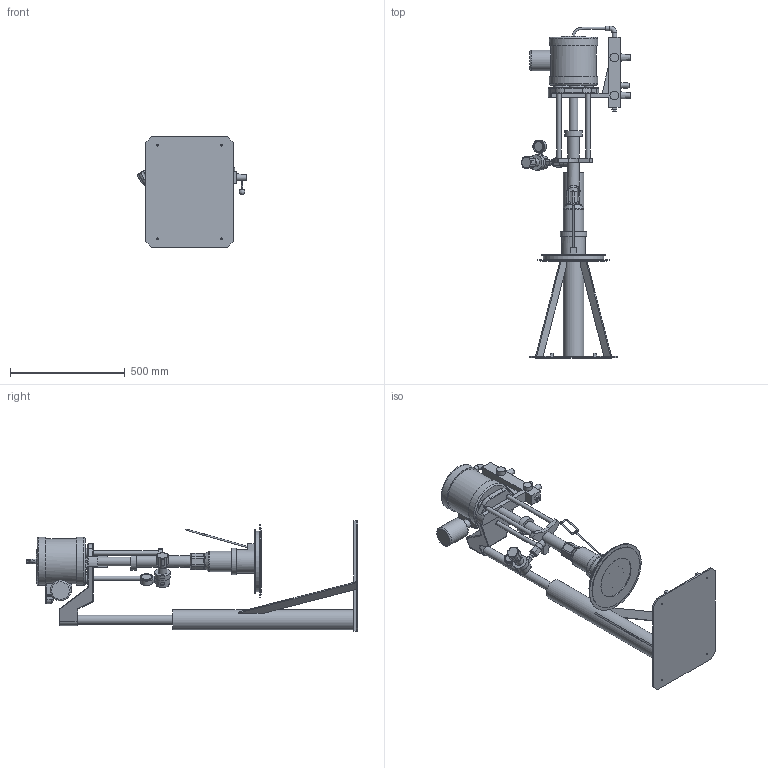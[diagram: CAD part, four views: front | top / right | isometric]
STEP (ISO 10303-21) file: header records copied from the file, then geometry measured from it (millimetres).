
FILE_DESCRIPTION (( 'STEP AP203' ), '1' );
FILE_NAME ('CD-T21286-001 - RAM PUMP, 5 GAL STRAIGHT, COMPLETE.STEP', '2018-02-16T21:44:31', ( '' ), ( '' ), 'SwSTEP 2.0', 'SolidWorks 2017', '' );
FILE_SCHEMA (( 'CONFIG_CONTROL_DESIGN' ));
Length unit declared in the file: inch
Products named in the file (1): CD-T21286-001 - RAM PUMP, 5 GAL STRAIGHT, COMPLETE
Bounding box: 478.77 x 1445.26 x 482.6 mm (x, y, z)
Volume: 22183792.4 mm3; surface area: 1799820 mm2
Topology: 1 solids, 1 shells, 430 faces, 1078 edges, 686 vertices
Faces by surface type: plane 172, cylinder 155, torus 36, bspline 30, cone 22, sphere 15
Full cylindrical faces by diameter (mm): 4.039 x2, 6.35 x7, 6.756 x4, 13.462 x1, 15.875 x1, 19.05 x3, 20.32 x2, 20.574 x1, 34.278 x2, 34.925 x1, 38.1 x9, 49.632 x1, 50.8 x2, 55.118 x1, 63.5 x1, 66.675 x1, 76.2 x1, 88.9 x3, 101.6 x1, 114.3 x1, 185.42 x1, 196.85 x1, 209.55 x2, 261.416 x1, 263.956 x1, 279.956 x1, 288.925 x1, 317.5 x1
Entity records: 20948 total; most frequent: CARTESIAN_POINT 11286, DIRECTION 1956, ORIENTED_EDGE 1902, EDGE_CURVE 951, AXIS2_PLACEMENT_3D 769, VERTEX_POINT 654, EDGE_LOOP 585, FACE_OUTER_BOUND 500
